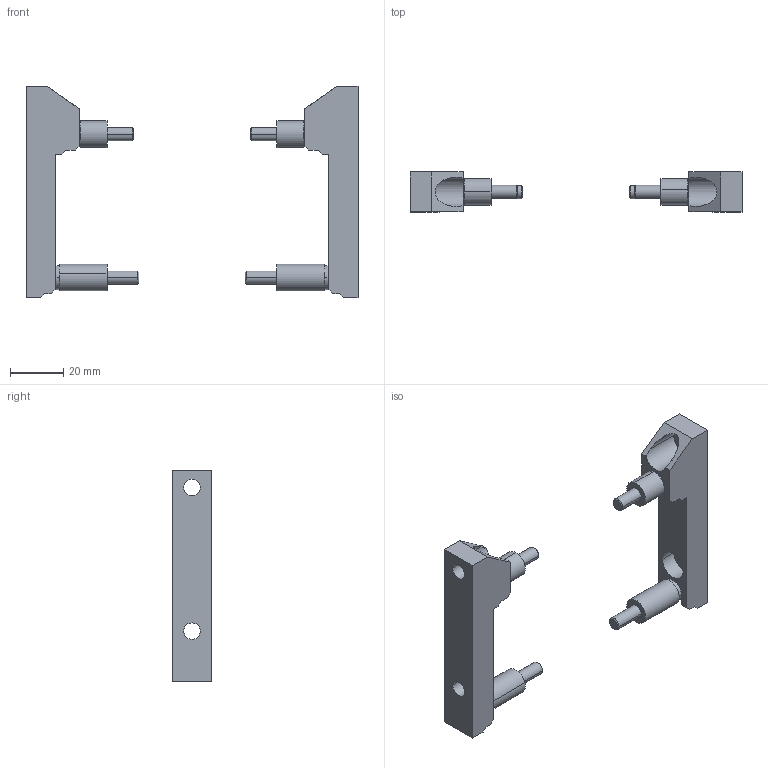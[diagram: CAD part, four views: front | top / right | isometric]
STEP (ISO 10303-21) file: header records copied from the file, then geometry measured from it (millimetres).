
FILE_DESCRIPTION (( 'STEP AP214' ), '1' );
FILE_NAME ('P0142.STEP', '2024-02-06T13:41:44', ( '' ), ( '' ), 'SwSTEP 2.0', 'SolidWorks 2021', '' );
FILE_SCHEMA (( 'AUTOMOTIVE_DESIGN' ));
Length unit declared in the file: millimetre
Products named in the file (1): P0142
Bounding box: 125 x 15 x 79.5 mm (x, y, z)
Volume: 31685.7 mm3; surface area: 17347.6 mm2
Topology: 10 solids, 10 shells, 170 faces, 396 edges, 256 vertices
Faces by surface type: plane 102, cylinder 52, cone 8, torus 8
Entity records: 6851 total; most frequent: DIRECTION 858, CARTESIAN_POINT 841, ORIENTED_EDGE 792, EDGE_CURVE 396, AXIS2_PLACEMENT_3D 297, LINE 264, VECTOR 264, VERTEX_POINT 256
